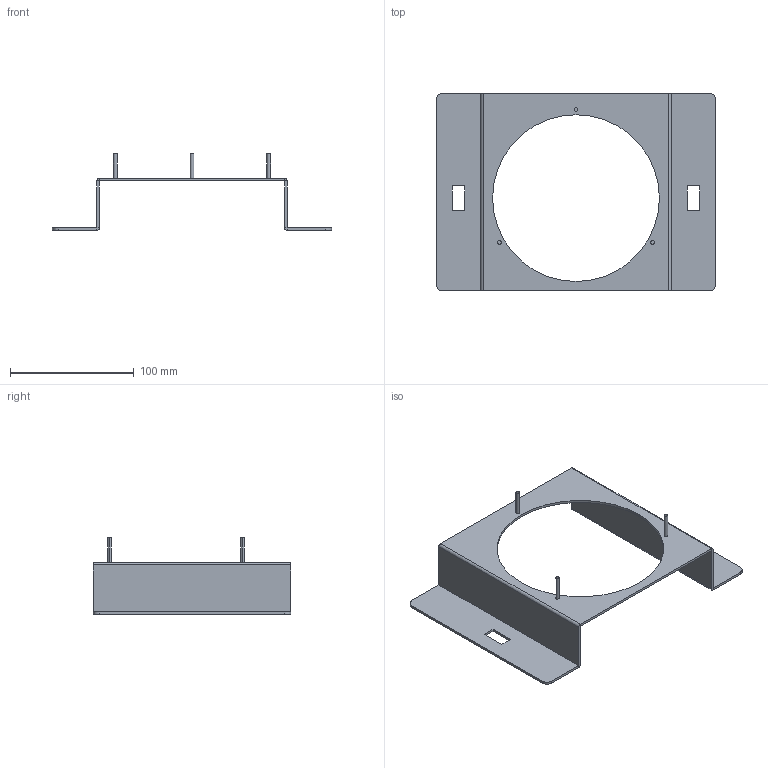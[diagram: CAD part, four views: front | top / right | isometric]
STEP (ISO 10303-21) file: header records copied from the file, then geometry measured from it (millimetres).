
FILE_DESCRIPTION((''),'2;1');
FILE_NAME('H7TLS-BKT_LENS_ADJ_B','2024-03-18T13:23:17',('MACGYVER.KU'),('DELTA'),'CREO PARAMETRIC BY PTC INC, 2022162','CREO PARAMETRIC BY PTC INC, 2022162','');
FILE_SCHEMA(('CONFIG_CONTROL_DESIGN'));
Length unit declared in the file: millimetre
Products named in the file (1): H7TLS-BKT_LENS_ADJ_B
Bounding box: 226 x 160 x 62 mm (x, y, z)
Volume: 67899.9 mm3; surface area: 71393.6 mm2
Topology: 1 solids, 4 shells, 54 faces, 124 edges, 72 vertices
Faces by surface type: plane 38, cylinder 16
Entity records: 1532 total; most frequent: DIRECTION 266, CARTESIAN_POINT 251, ORIENTED_EDGE 236, EDGE_CURVE 124, VECTOR 92, LINE 92, AXIS2_PLACEMENT_3D 87, VERTEX_POINT 72
